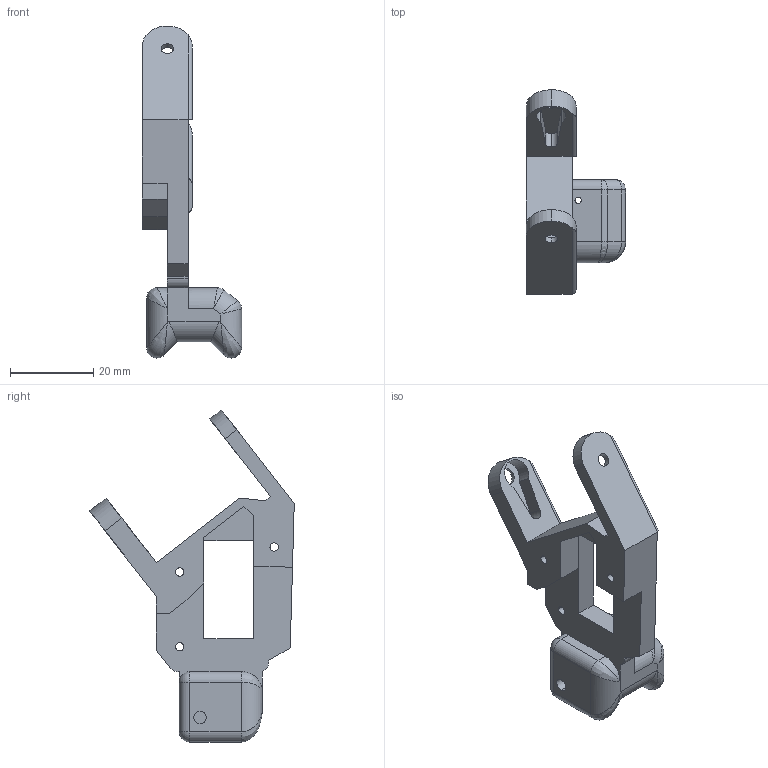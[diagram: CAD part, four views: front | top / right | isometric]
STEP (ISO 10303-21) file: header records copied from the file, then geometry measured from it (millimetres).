
FILE_DESCRIPTION (( 'STEP AP214' ), '1' );
FILE_NAME ('palma_pulgar.STEP', '2020-10-22T04:44:01', ( '' ), ( '' ), 'SwSTEP 2.0', 'SolidWorks 2020', '' );
FILE_SCHEMA (( 'AUTOMOTIVE_DESIGN' ));
Length unit declared in the file: millimetre
Products named in the file (1): palma_pulgar
Bounding box: 23.85 x 49.17 x 79.84 mm (x, y, z)
Volume: 13523.3 mm3; surface area: 7338.2 mm2
Topology: 1 solids, 1 shells, 124 faces, 327 edges, 196 vertices
Faces by surface type: plane 60, cylinder 54, sphere 5, bspline 5
Entity records: 4028 total; most frequent: CARTESIAN_POINT 1001, ORIENTED_EDGE 634, DIRECTION 611, EDGE_CURVE 317, VECTOR 211, LINE 211, AXIS2_PLACEMENT_3D 200, VERTEX_POINT 196
